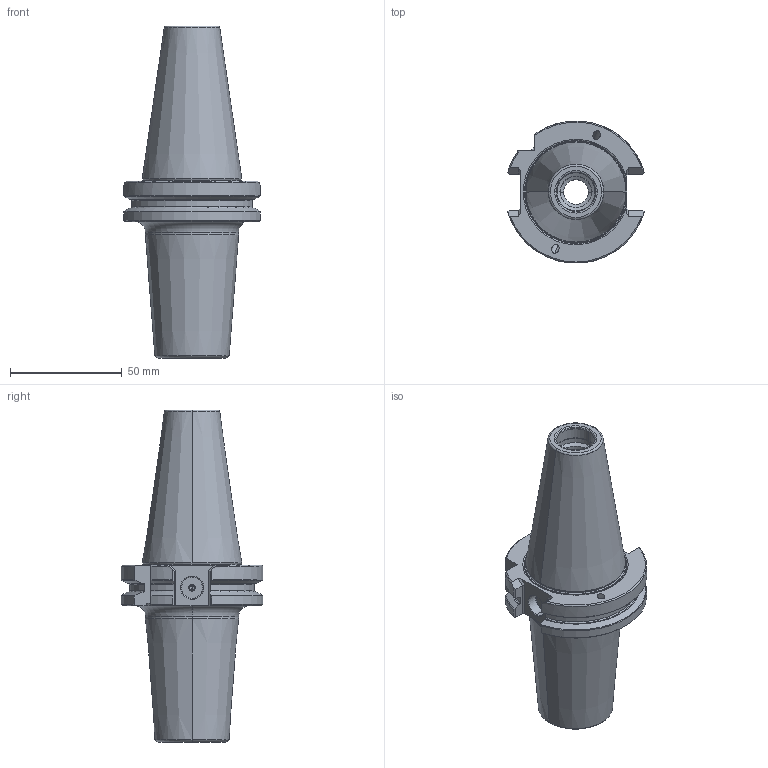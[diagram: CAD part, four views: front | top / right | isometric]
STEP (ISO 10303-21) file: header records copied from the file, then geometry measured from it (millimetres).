
FILE_DESCRIPTION(('no description'),'unknown implementation level');
FILE_NAME('A857CB26-6F7E-4C25-A63D-D492CB63F898_export.stp',' ',('CIMSOURCE GmbH'),('CADClick - KiM GmbH - www.kimweb.de'),'unknown preprocess','ACIS','unknown authorization');
FILE_SCHEMA(('automotive_design'));
Length unit declared in the file: millimetre
Products named in the file (1): NONE
Bounding box: 60.95 x 63.34 x 148.25 mm (x, y, z)
Volume: 156622.7 mm3; surface area: 31117.7 mm2
Topology: 1 solids, 1 shells, 201 faces, 505 edges, 312 vertices
Faces by surface type: cylinder 60, plane 59, cone 52, torus 30
Entity records: 11988 total; most frequent: CARTESIAN_POINT 1576, STYLED_ITEM 1017, PRESENTATION_STYLE_ASSIGNMENT 1017, COLOUR_RGB 1017, ORIENTED_EDGE 1006, DIRECTION 990, EDGE_CURVE 503, CURVE_STYLE 503
